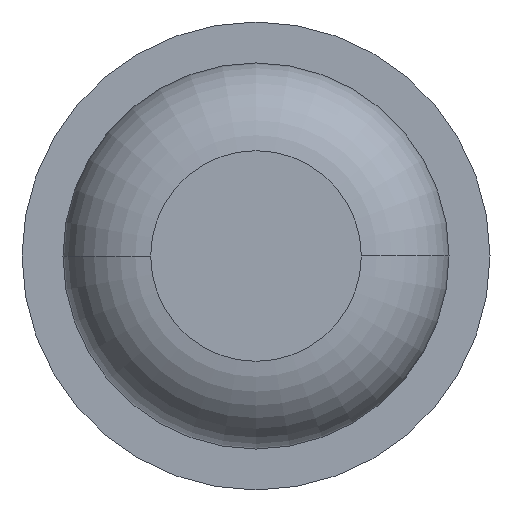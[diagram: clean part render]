
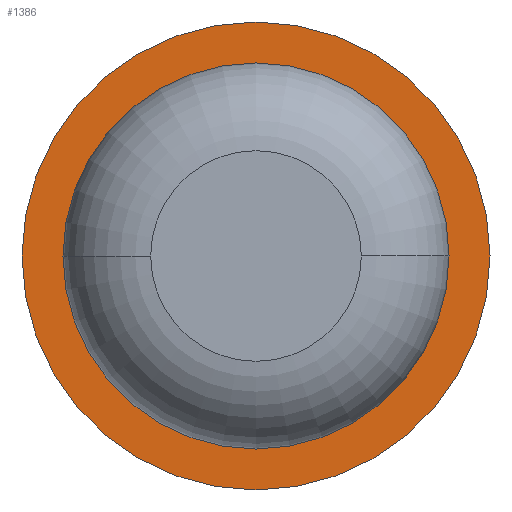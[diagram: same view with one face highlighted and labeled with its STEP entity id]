
A CAD part, front view. The second image highlights one B-rep face of the part: STEP entity #1386.
In plain terms, the highlighted planar face has unit normal (0, -1, 0).
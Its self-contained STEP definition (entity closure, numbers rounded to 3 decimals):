
#86 = AXIS2_PLACEMENT_3D ( 'NONE', #1201, #3312, #2966 ) ;
#188 = CARTESIAN_POINT ( 'NONE',  ( 0.825, -6., 0. ) ) ;
#336 = ORIENTED_EDGE ( 'NONE', *, *, #2158, .F. ) ;
#356 = AXIS2_PLACEMENT_3D ( 'NONE', #1208, #458, #1505 ) ;
#422 = VERTEX_POINT ( 'NONE', #1537 ) ;
#458 = DIRECTION ( 'NONE',  ( 0., 1., 0. ) ) ;
#537 = DIRECTION ( 'NONE',  ( -1., 0., 0. ) ) ;
#540 = EDGE_CURVE ( 'Defeature ausgef�hrt1_8+Defeature ausgef�hrt1_7+Defeature ausgef�hrt1_7+Defeature ausgef�hrt1_7', #3443, #422, #2864, .T. ) ;
#1064 = FACE_BOUND ( 'NONE', #4342, .T. ) ;
#1154 = ORIENTED_EDGE ( 'NONE', *, *, #540, .F. ) ;
#1195 = ORIENTED_EDGE ( 'NONE', *, *, #3696, .T. ) ;
#1201 = CARTESIAN_POINT ( 'NONE',  ( 0., -6., 0. ) ) ;
#1208 = CARTESIAN_POINT ( 'NONE',  ( 0., -6., 0. ) ) ;
#1277 = PLANE ( 'NONE',  #4333 ) ;
#1386 = ADVANCED_FACE ( 'Defeature ausgef�hrt1_7', ( #4013, #1064 ), #1277, .F. ) ;
#1499 = DIRECTION ( 'NONE',  ( 0., 1., 0. ) ) ;
#1505 = DIRECTION ( 'NONE',  ( -1., 0., 0. ) ) ;
#1537 = CARTESIAN_POINT ( 'NONE',  ( 1., -6., 0. ) ) ;
#1638 = CARTESIAN_POINT ( 'NONE',  ( -0.825, -6., 0. ) ) ;
#1962 = EDGE_LOOP ( 'NONE', ( #1154, #336 ) ) ;
#2158 = EDGE_CURVE ( 'Defeature ausgef�hrt1_8+Defeature ausgef�hrt1_7+Defeature ausgef�hrt1_7+Defeature ausgef�hrt1_7', #422, #3443, #2900, .T. ) ;
#2316 = DIRECTION ( 'NONE',  ( 0., 1., 0. ) ) ;
#2658 = DIRECTION ( 'NONE',  ( 0., 1., 0. ) ) ;
#2783 = CIRCLE ( 'NONE', #3062, 0.825 ) ;
#2864 = CIRCLE ( 'NONE', #3381, 1. ) ;
#2900 = CIRCLE ( 'NONE', #86, 1. ) ;
#2925 = DIRECTION ( 'NONE',  ( -1., 0., 0. ) ) ;
#2966 = DIRECTION ( 'NONE',  ( -1., 0., 0. ) ) ;
#2969 = CARTESIAN_POINT ( 'NONE',  ( 0.825, -6., 0. ) ) ;
#3062 = AXIS2_PLACEMENT_3D ( 'NONE', #3598, #1499, #2925 ) ;
#3205 = EDGE_CURVE ( 'Defeature ausgef�hrt1_7+Defeature ausgef�hrt1_0+Defeature ausgef�hrt1_0+Defeature ausgef�hrt1_0', #4121, #4198, #2783, .T. ) ;
#3312 = DIRECTION ( 'NONE',  ( 0., 1., 0. ) ) ;
#3381 = AXIS2_PLACEMENT_3D ( 'NONE', #3764, #2316, #4311 ) ;
#3443 = VERTEX_POINT ( 'NONE', #3731 ) ;
#3598 = CARTESIAN_POINT ( 'NONE',  ( 0., -6., 0. ) ) ;
#3696 = EDGE_CURVE ( 'Defeature ausgef�hrt1_7+Defeature ausgef�hrt1_0+Defeature ausgef�hrt1_0+Defeature ausgef�hrt1_0', #4198, #4121, #4055, .T. ) ;
#3731 = CARTESIAN_POINT ( 'NONE',  ( -1., -6., 0. ) ) ;
#3764 = CARTESIAN_POINT ( 'NONE',  ( 0., -6., 0. ) ) ;
#3950 = ORIENTED_EDGE ( 'NONE', *, *, #3205, .T. ) ;
#4013 = FACE_OUTER_BOUND ( 'NONE', #1962, .T. ) ;
#4055 = CIRCLE ( 'NONE', #356, 0.825 ) ;
#4121 = VERTEX_POINT ( 'NONE', #2969 ) ;
#4198 = VERTEX_POINT ( 'NONE', #1638 ) ;
#4311 = DIRECTION ( 'NONE',  ( -1., 0., 0. ) ) ;
#4333 = AXIS2_PLACEMENT_3D ( 'NONE', #188, #2658, #537 ) ;
#4342 = EDGE_LOOP ( 'NONE', ( #1195, #3950 ) ) ;
